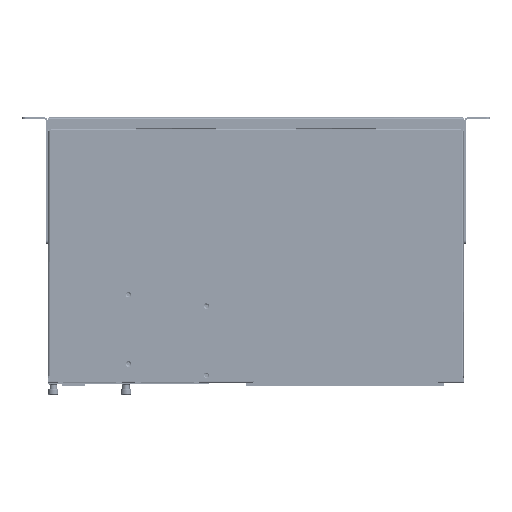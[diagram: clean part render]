
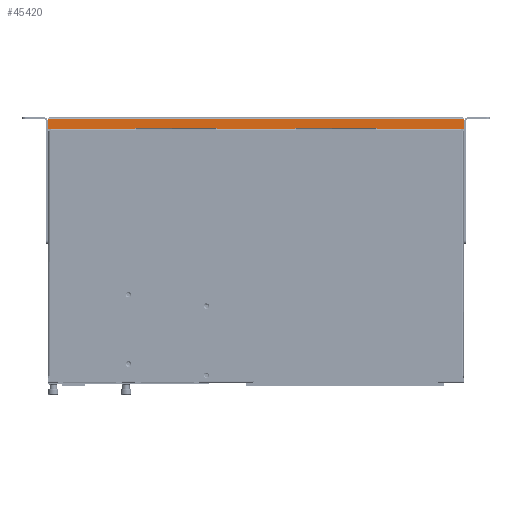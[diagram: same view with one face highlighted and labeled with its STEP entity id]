
A CAD part, front view. The second image highlights one B-rep face of the part: STEP entity #45420.
In plain terms, the highlighted planar face has unit normal (0, -1, 0).
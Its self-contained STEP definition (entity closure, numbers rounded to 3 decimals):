
#2110 = LINE ( 'NONE', #20340, #40859 ) ;
#3871 = VECTOR ( 'NONE', #121347, 1000. ) ;
#6158 = ORIENTED_EDGE ( 'NONE', *, *, #123465, .F. ) ;
#6360 = VERTEX_POINT ( 'NONE', #15415 ) ;
#6793 = EDGE_CURVE ( 'NONE', #20729, #79607, #15260, .T. ) ;
#7078 = ORIENTED_EDGE ( 'NONE', *, *, #42995, .F. ) ;
#7804 = CARTESIAN_POINT ( 'NONE',  ( 428., 0., -1. ) ) ;
#12824 = VECTOR ( 'NONE', #59147, 1000. ) ;
#13773 = VERTEX_POINT ( 'NONE', #77432 ) ;
#13936 = DIRECTION ( 'NONE',  ( 0., 0., -1. ) ) ;
#15149 = VERTEX_POINT ( 'NONE', #132756 ) ;
#15260 = LINE ( 'NONE', #106359, #35681 ) ;
#15415 = CARTESIAN_POINT ( 'NONE',  ( 253.2, 0., -10.3 ) ) ;
#15717 = VECTOR ( 'NONE', #19612, 1000. ) ;
#16546 = CARTESIAN_POINT ( 'NONE',  ( 337.9, 0., -10.3 ) ) ;
#16808 = VERTEX_POINT ( 'NONE', #77941 ) ;
#18483 = ORIENTED_EDGE ( 'NONE', *, *, #24833, .T. ) ;
#19105 = CARTESIAN_POINT ( 'NONE',  ( 253.2, 0., -10.8 ) ) ;
#19242 = DIRECTION ( 'NONE',  ( 0., 0., -1. ) ) ;
#19612 = DIRECTION ( 'NONE',  ( 1., 0., 0. ) ) ;
#19651 = VERTEX_POINT ( 'NONE', #7804 ) ;
#19769 = LINE ( 'NONE', #19105, #30672 ) ;
#20340 = CARTESIAN_POINT ( 'NONE',  ( 337.9, 0., -10.8 ) ) ;
#20373 = CIRCLE ( 'NONE', #82786, 0.75 ) ;
#20729 = VERTEX_POINT ( 'NONE', #110802 ) ;
#21131 = FACE_OUTER_BOUND ( 'NONE', #93028, .T. ) ;
#21515 = VERTEX_POINT ( 'NONE', #80785 ) ;
#21890 = ORIENTED_EDGE ( 'NONE', *, *, #98917, .F. ) ;
#24539 = DIRECTION ( 'NONE',  ( 0., -1., 0. ) ) ;
#24833 = EDGE_CURVE ( 'NONE', #15149, #79607, #112378, .T. ) ;
#25193 = CARTESIAN_POINT ( 'NONE',  ( 0., 0., -10.8 ) ) ;
#25361 = ORIENTED_EDGE ( 'NONE', *, *, #119250, .F. ) ;
#25438 = VECTOR ( 'NONE', #43642, 1000. ) ;
#27439 = CARTESIAN_POINT ( 'NONE',  ( 172.8, 0., -10.8 ) ) ;
#27555 = DIRECTION ( 'NONE',  ( 1., 0., 0. ) ) ;
#28723 = CARTESIAN_POINT ( 'NONE',  ( 0., 0., -10.8 ) ) ;
#29959 = EDGE_CURVE ( 'NONE', #6360, #121064, #19769, .T. ) ;
#30304 = EDGE_CURVE ( 'NONE', #97747, #45596, #70901, .T. ) ;
#30672 = VECTOR ( 'NONE', #102738, 1000. ) ;
#31097 = VERTEX_POINT ( 'NONE', #103590 ) ;
#31401 = LINE ( 'NONE', #41514, #131112 ) ;
#31805 = DIRECTION ( 'NONE',  ( 0., 0., 1. ) ) ;
#33900 = CARTESIAN_POINT ( 'NONE',  ( 172.8, 0., -10.8 ) ) ;
#34212 = CARTESIAN_POINT ( 'NONE',  ( 428., 0., -10.8 ) ) ;
#35681 = VECTOR ( 'NONE', #13936, 1000. ) ;
#37612 = CARTESIAN_POINT ( 'NONE',  ( 253.2, 0., -10.8 ) ) ;
#38404 = DIRECTION ( 'NONE',  ( 1., 0., 0. ) ) ;
#39030 = CARTESIAN_POINT ( 'NONE',  ( 0., 0., -10.8 ) ) ;
#40859 = VECTOR ( 'NONE', #31805, 1000. ) ;
#41514 = CARTESIAN_POINT ( 'NONE',  ( 426., 0., -1. ) ) ;
#41764 = ORIENTED_EDGE ( 'NONE', *, *, #29959, .F. ) ;
#41894 = VECTOR ( 'NONE', #38404, 1000. ) ;
#42995 = EDGE_CURVE ( 'NONE', #97747, #6360, #82172, .T. ) ;
#43642 = DIRECTION ( 'NONE',  ( 0., 0., -1. ) ) ;
#44106 = CARTESIAN_POINT ( 'NONE',  ( 172.05, 0., -10.3 ) ) ;
#45420 = ADVANCED_FACE ( 'NONE', ( #21131 ), #52167, .F. ) ;
#45596 = VERTEX_POINT ( 'NONE', #120910 ) ;
#45941 = VERTEX_POINT ( 'NONE', #109255 ) ;
#45951 = EDGE_CURVE ( 'NONE', #31097, #16808, #48523, .T. ) ;
#48523 = LINE ( 'NONE', #131540, #41894 ) ;
#51930 = ORIENTED_EDGE ( 'NONE', *, *, #62635, .F. ) ;
#52167 = PLANE ( 'NONE',  #52498 ) ;
#52498 = AXIS2_PLACEMENT_3D ( 'NONE', #103439, #93316, #114901 ) ;
#55524 = VECTOR ( 'NONE', #19242, 1000. ) ;
#56947 = CIRCLE ( 'NONE', #59063, 0.75 ) ;
#58336 = VERTEX_POINT ( 'NONE', #34212 ) ;
#59063 = AXIS2_PLACEMENT_3D ( 'NONE', #44106, #96038, #116963 ) ;
#59147 = DIRECTION ( 'NONE',  ( 0., 0., 1. ) ) ;
#61913 = LINE ( 'NONE', #39030, #3871 ) ;
#62635 = EDGE_CURVE ( 'NONE', #96384, #45596, #108104, .T. ) ;
#69337 = LINE ( 'NONE', #110501, #25438 ) ;
#69515 = ORIENTED_EDGE ( 'NONE', *, *, #45951, .T. ) ;
#70483 = CARTESIAN_POINT ( 'NONE',  ( 88.1, 0., -10.8 ) ) ;
#70901 = LINE ( 'NONE', #112054, #15717 ) ;
#72671 = EDGE_CURVE ( 'NONE', #45941, #15149, #111683, .T. ) ;
#77432 = CARTESIAN_POINT ( 'NONE',  ( 172.8, 0., -10.3 ) ) ;
#77816 = CARTESIAN_POINT ( 'NONE',  ( 88.85, 0., -10.3 ) ) ;
#77941 = CARTESIAN_POINT ( 'NONE',  ( 171.5, 0., -9.79 ) ) ;
#78324 = CARTESIAN_POINT ( 'NONE',  ( 337.15, 0., -10.3 ) ) ;
#78870 = ORIENTED_EDGE ( 'NONE', *, *, #88857, .F. ) ;
#79607 = VERTEX_POINT ( 'NONE', #70483 ) ;
#80254 = DIRECTION ( 'NONE',  ( 0., -1., 0. ) ) ;
#80785 = CARTESIAN_POINT ( 'NONE',  ( 337.9, 0., -10.8 ) ) ;
#82172 = CIRCLE ( 'NONE', #127453, 0.75 ) ;
#82786 = AXIS2_PLACEMENT_3D ( 'NONE', #77816, #24539, #108848 ) ;
#84788 = ORIENTED_EDGE ( 'NONE', *, *, #30304, .T. ) ;
#85743 = ORIENTED_EDGE ( 'NONE', *, *, #96762, .F. ) ;
#87062 = ORIENTED_EDGE ( 'NONE', *, *, #72671, .T. ) ;
#87657 = ORIENTED_EDGE ( 'NONE', *, *, #127118, .F. ) ;
#88652 = AXIS2_PLACEMENT_3D ( 'NONE', #78324, #109359, #130962 ) ;
#88857 = EDGE_CURVE ( 'NONE', #132819, #13773, #107768, .T. ) ;
#89702 = DIRECTION ( 'NONE',  ( 0., 0., 1. ) ) ;
#92134 = DIRECTION ( 'NONE',  ( 1., 0., 0. ) ) ;
#92779 = CARTESIAN_POINT ( 'NONE',  ( 254.5, 0., -9.79 ) ) ;
#93028 = EDGE_LOOP ( 'NONE', ( #84788, #51930, #25361, #128526, #87657, #21890, #87062, #18483, #104736, #85743, #69515, #6158, #78870, #95425, #41764, #7078 ) ) ;
#93316 = DIRECTION ( 'NONE',  ( 0., 1., 0. ) ) ;
#95425 = ORIENTED_EDGE ( 'NONE', *, *, #100661, .T. ) ;
#96038 = DIRECTION ( 'NONE',  ( 0., -1., 0. ) ) ;
#96384 = VERTEX_POINT ( 'NONE', #16546 ) ;
#96762 = EDGE_CURVE ( 'NONE', #31097, #20729, #20373, .T. ) ;
#97747 = VERTEX_POINT ( 'NONE', #92779 ) ;
#98917 = EDGE_CURVE ( 'NONE', #45941, #19651, #31401, .T. ) ;
#100661 = EDGE_CURVE ( 'NONE', #132819, #121064, #61913, .T. ) ;
#102738 = DIRECTION ( 'NONE',  ( 0., 0., -1. ) ) ;
#103439 = CARTESIAN_POINT ( 'NONE',  ( 0., 0., 0. ) ) ;
#103590 = CARTESIAN_POINT ( 'NONE',  ( 89.4, 0., -9.79 ) ) ;
#104736 = ORIENTED_EDGE ( 'NONE', *, *, #6793, .F. ) ;
#106359 = CARTESIAN_POINT ( 'NONE',  ( 88.1, 0., -10.8 ) ) ;
#107768 = LINE ( 'NONE', #27439, #12824 ) ;
#108104 = CIRCLE ( 'NONE', #88652, 0.75 ) ;
#108605 = CARTESIAN_POINT ( 'NONE',  ( 253.95, 0., -10.3 ) ) ;
#108848 = DIRECTION ( 'NONE',  ( 0., 0., 1. ) ) ;
#109255 = CARTESIAN_POINT ( 'NONE',  ( -2., 0., -1. ) ) ;
#109359 = DIRECTION ( 'NONE',  ( 0., -1., 0. ) ) ;
#110102 = EDGE_CURVE ( 'NONE', #21515, #58336, #127790, .T. ) ;
#110501 = CARTESIAN_POINT ( 'NONE',  ( 428., 0., -1. ) ) ;
#110802 = CARTESIAN_POINT ( 'NONE',  ( 88.1, 0., -10.3 ) ) ;
#111683 = LINE ( 'NONE', #112354, #55524 ) ;
#112054 = CARTESIAN_POINT ( 'NONE',  ( 254.5, 0., -9.79 ) ) ;
#112354 = CARTESIAN_POINT ( 'NONE',  ( -2., 0., -1. ) ) ;
#112378 = LINE ( 'NONE', #28723, #120861 ) ;
#114901 = DIRECTION ( 'NONE',  ( 0., 0., 1. ) ) ;
#116963 = DIRECTION ( 'NONE',  ( 0., 0., 1. ) ) ;
#118343 = DIRECTION ( 'NONE',  ( 1., 0., 0. ) ) ;
#119201 = VECTOR ( 'NONE', #118343, 1000. ) ;
#119250 = EDGE_CURVE ( 'NONE', #21515, #96384, #2110, .T. ) ;
#120861 = VECTOR ( 'NONE', #92134, 1000. ) ;
#120910 = CARTESIAN_POINT ( 'NONE',  ( 336.6, 0., -9.79 ) ) ;
#121064 = VERTEX_POINT ( 'NONE', #37612 ) ;
#121347 = DIRECTION ( 'NONE',  ( 1., 0., 0. ) ) ;
#123465 = EDGE_CURVE ( 'NONE', #13773, #16808, #56947, .T. ) ;
#127118 = EDGE_CURVE ( 'NONE', #19651, #58336, #69337, .T. ) ;
#127453 = AXIS2_PLACEMENT_3D ( 'NONE', #108605, #80254, #89702 ) ;
#127790 = LINE ( 'NONE', #25193, #119201 ) ;
#128526 = ORIENTED_EDGE ( 'NONE', *, *, #110102, .T. ) ;
#130962 = DIRECTION ( 'NONE',  ( 0., 0., -1. ) ) ;
#131112 = VECTOR ( 'NONE', #27555, 1000. ) ;
#131540 = CARTESIAN_POINT ( 'NONE',  ( 89.4, 0., -9.79 ) ) ;
#132756 = CARTESIAN_POINT ( 'NONE',  ( -2., 0., -10.8 ) ) ;
#132819 = VERTEX_POINT ( 'NONE', #33900 ) ;
